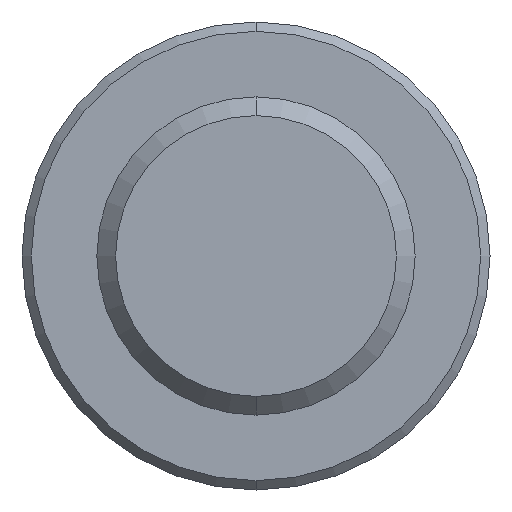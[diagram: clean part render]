
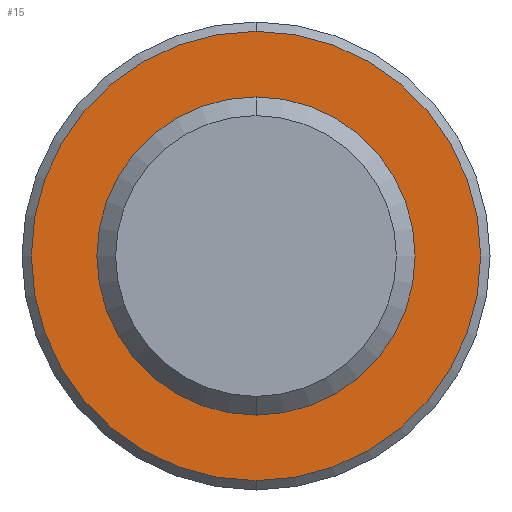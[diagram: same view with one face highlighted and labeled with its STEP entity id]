
A CAD part, front view. The second image highlights one B-rep face of the part: STEP entity #15.
In plain terms, the highlighted planar face has unit normal (0, -1, 0).
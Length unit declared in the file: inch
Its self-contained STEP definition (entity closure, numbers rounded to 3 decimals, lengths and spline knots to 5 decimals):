
#15 = ADVANCED_FACE ( 'NONE', ( #448, #280 ), #707, .F. ) ;
#22 = VERTEX_POINT ( 'NONE', #474 ) ;
#46 = DIRECTION ( 'NONE',  ( 0., 0., 1. ) ) ;
#51 = AXIS2_PLACEMENT_3D ( 'NONE', #177, #609, #512 ) ;
#53 = DIRECTION ( 'NONE',  ( 0., 1., 0. ) ) ;
#68 = EDGE_CURVE ( 'NONE', #585, #22, #663, .T. ) ;
#150 = AXIS2_PLACEMENT_3D ( 'NONE', #324, #747, #256 ) ;
#162 = VERTEX_POINT ( 'NONE', #287 ) ;
#177 = CARTESIAN_POINT ( 'NONE',  ( 0., 0.57087, 0. ) ) ;
#185 = ORIENTED_EDGE ( 'NONE', *, *, #895, .F. ) ;
#219 = EDGE_CURVE ( 'NONE', #162, #575, #797, .T. ) ;
#256 = DIRECTION ( 'NONE',  ( 0., 0., -1. ) ) ;
#280 = FACE_BOUND ( 'NONE', #634, .T. ) ;
#287 = CARTESIAN_POINT ( 'NONE',  ( 0., 0.57087, 0.33465 ) ) ;
#299 = DIRECTION ( 'NONE',  ( 0., -1., 0. ) ) ;
#316 = CIRCLE ( 'NONE', #51, 0.47244 ) ;
#324 = CARTESIAN_POINT ( 'NONE',  ( 0., 0.57087, 0. ) ) ;
#353 = CARTESIAN_POINT ( 'NONE',  ( 0., 0.57087, 0. ) ) ;
#358 = EDGE_LOOP ( 'NONE', ( #522, #458 ) ) ;
#400 = DIRECTION ( 'NONE',  ( 0., 0., 1. ) ) ;
#434 = AXIS2_PLACEMENT_3D ( 'NONE', #717, #299, #784 ) ;
#447 = ORIENTED_EDGE ( 'NONE', *, *, #219, .F. ) ;
#448 = FACE_OUTER_BOUND ( 'NONE', #358, .T. ) ;
#458 = ORIENTED_EDGE ( 'NONE', *, *, #616, .T. ) ;
#463 = AXIS2_PLACEMENT_3D ( 'NONE', #682, #53, #46 ) ;
#474 = CARTESIAN_POINT ( 'NONE',  ( 0., 0.57087, -0.47244 ) ) ;
#512 = DIRECTION ( 'NONE',  ( 0., 0., 1. ) ) ;
#522 = ORIENTED_EDGE ( 'NONE', *, *, #68, .T. ) ;
#539 = CIRCLE ( 'NONE', #150, 0.33465 ) ;
#554 = DIRECTION ( 'NONE',  ( 0., -1., 0. ) ) ;
#575 = VERTEX_POINT ( 'NONE', #695 ) ;
#585 = VERTEX_POINT ( 'NONE', #837 ) ;
#609 = DIRECTION ( 'NONE',  ( 0., -1., 0. ) ) ;
#616 = EDGE_CURVE ( 'NONE', #22, #585, #316, .T. ) ;
#634 = EDGE_LOOP ( 'NONE', ( #185, #447 ) ) ;
#663 = CIRCLE ( 'NONE', #795, 0.47244 ) ;
#682 = CARTESIAN_POINT ( 'NONE',  ( -0.33465, 0.57087, 0. ) ) ;
#695 = CARTESIAN_POINT ( 'NONE',  ( 0., 0.57087, -0.33465 ) ) ;
#707 = PLANE ( 'NONE',  #463 ) ;
#717 = CARTESIAN_POINT ( 'NONE',  ( 0., 0.57087, 0. ) ) ;
#747 = DIRECTION ( 'NONE',  ( 0., -1., 0. ) ) ;
#784 = DIRECTION ( 'NONE',  ( 0., 0., -1. ) ) ;
#795 = AXIS2_PLACEMENT_3D ( 'NONE', #353, #554, #400 ) ;
#797 = CIRCLE ( 'NONE', #434, 0.33465 ) ;
#837 = CARTESIAN_POINT ( 'NONE',  ( 0., 0.57087, 0.47244 ) ) ;
#895 = EDGE_CURVE ( 'NONE', #575, #162, #539, .T. ) ;
